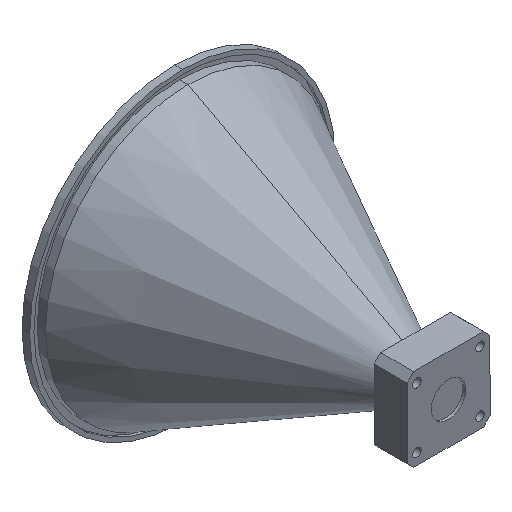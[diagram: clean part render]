
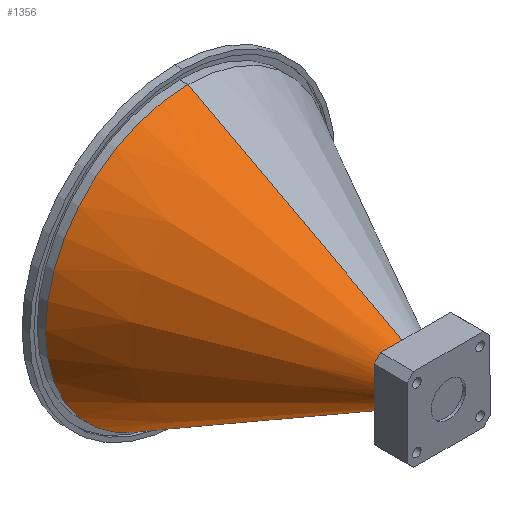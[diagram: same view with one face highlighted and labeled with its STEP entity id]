
A CAD part, isometric view. The second image highlights one B-rep face of the part: STEP entity #1356.
In plain terms, the highlighted conical face has half-angle 28 degrees and reference radius 7.144 mm.
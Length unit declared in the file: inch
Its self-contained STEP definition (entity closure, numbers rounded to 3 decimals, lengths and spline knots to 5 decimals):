
#145 = VERTEX_POINT ( 'NONE', #1810 ) ;
#272 = AXIS2_PLACEMENT_3D ( 'NONE', #1404, #299, #2803 ) ;
#299 = DIRECTION ( 'NONE',  ( 0., 1., 0. ) ) ;
#317 = CARTESIAN_POINT ( 'NONE',  ( 0., -1.66098, 0. ) ) ;
#732 = CONICAL_SURFACE ( 'NONE', #272, 0.28125, 0.489 ) ;
#831 = DIRECTION ( 'NONE',  ( 0., 0., -1. ) ) ;
#843 = CARTESIAN_POINT ( 'NONE',  ( 0., 0.64996, -1.51 ) ) ;
#861 = CARTESIAN_POINT ( 'NONE',  ( 0., 0.64996, 0. ) ) ;
#901 = ORIENTED_EDGE ( 'NONE', *, *, #1491, .T. ) ;
#961 = LINE ( 'NONE', #3097, #2657 ) ;
#1043 = AXIS2_PLACEMENT_3D ( 'NONE', #317, #3056, #831 ) ;
#1072 = EDGE_CURVE ( 'NONE', #145, #2916, #961, .T. ) ;
#1228 = AXIS2_PLACEMENT_3D ( 'NONE', #861, #2206, #1658 ) ;
#1340 = EDGE_CURVE ( 'NONE', #2421, #1668, #2599, .T. ) ;
#1356 = ADVANCED_FACE ( 'NONE', ( #3335 ), #732, .T. ) ;
#1383 = CIRCLE ( 'NONE', #1228, 1.51 ) ;
#1404 = CARTESIAN_POINT ( 'NONE',  ( 0., -1.66098, 0. ) ) ;
#1412 = ORIENTED_EDGE ( 'NONE', *, *, #1340, .F. ) ;
#1491 = EDGE_CURVE ( 'NONE', #2916, #1668, #1383, .T. ) ;
#1658 = DIRECTION ( 'NONE',  ( 0., 0., 1. ) ) ;
#1668 = VERTEX_POINT ( 'NONE', #843 ) ;
#1715 = CARTESIAN_POINT ( 'NONE',  ( 0., -1.66098, -0.28125 ) ) ;
#1810 = CARTESIAN_POINT ( 'NONE',  ( 0., -1.66098, 0.28125 ) ) ;
#1982 = CIRCLE ( 'NONE', #1043, 0.28125 ) ;
#2011 = CARTESIAN_POINT ( 'NONE',  ( 0., -1.66098, -0.28125 ) ) ;
#2206 = DIRECTION ( 'NONE',  ( 0., -1., 0. ) ) ;
#2235 = DIRECTION ( 'NONE',  ( 0., 0.883, -0.469 ) ) ;
#2311 = CARTESIAN_POINT ( 'NONE',  ( 0., 0.64996, 1.51 ) ) ;
#2421 = VERTEX_POINT ( 'NONE', #2011 ) ;
#2599 = LINE ( 'NONE', #1715, #2696 ) ;
#2657 = VECTOR ( 'NONE', #3339, 39.37008 ) ;
#2696 = VECTOR ( 'NONE', #2235, 39.37008 ) ;
#2803 = DIRECTION ( 'NONE',  ( 0., 0., 1. ) ) ;
#2916 = VERTEX_POINT ( 'NONE', #2311 ) ;
#3056 = DIRECTION ( 'NONE',  ( 0., -1., 0. ) ) ;
#3097 = CARTESIAN_POINT ( 'NONE',  ( 0., -1.66098, 0.28125 ) ) ;
#3189 = ORIENTED_EDGE ( 'NONE', *, *, #1072, .T. ) ;
#3335 = FACE_OUTER_BOUND ( 'NONE', #3421, .T. ) ;
#3339 = DIRECTION ( 'NONE',  ( 0., 0.883, 0.469 ) ) ;
#3421 = EDGE_LOOP ( 'NONE', ( #1412, #3532, #3189, #901 ) ) ;
#3490 = EDGE_CURVE ( 'NONE', #145, #2421, #1982, .T. ) ;
#3532 = ORIENTED_EDGE ( 'NONE', *, *, #3490, .F. ) ;
